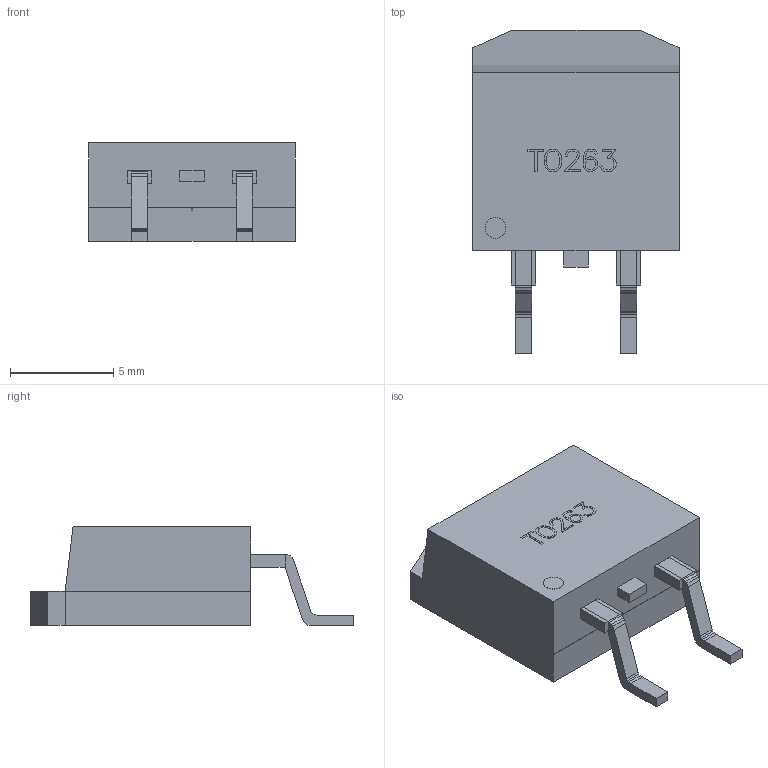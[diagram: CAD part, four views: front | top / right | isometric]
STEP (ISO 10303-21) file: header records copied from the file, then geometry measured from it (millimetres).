
FILE_DESCRIPTION (( 'STEP AP214' ), '1' );
FILE_NAME ('SW3dPS-TO263-3S.STEP', '2009-09-22T16:08:42', ( 'SysAdmin' ), ( 'SolidWorks' ), 'SwSTEP 2.0', 'SolidWorks 2009', '' );
FILE_SCHEMA (( 'AUTOMOTIVE_DESIGN' ));
Length unit declared in the file: millimetre
Products named in the file (39): SW3dPS-TO263-3S_Free-Models9; SW3dPS-TO263-3S_Extruded21; SW3dPS-TO263-3S_450154833; SW3dPS-TO263-3S_450156369; SW3dPS-TO263-3S_Board8; SW3dPS-TO263-3S_Board6; SW3dPS-TO263-3S_Cylinder1; SW3dPS-TO263-3S_449923505; SW3dPS-TO263-3S_Extruded16; SW3dPS-TO263-3S_Extruded15; SW3dPS-TO263-3S_453494353; SW3dPS-TO263-3S_Extruded17; SW3dPS-TO263-3S_453494225; SW3dPS-TO263-3S_Extruded20; SW3dPS-TO263-3S_Extruded14; SW3dPS-TO263-3S_450155985; SW3dPS-TO263-3S_450155473; SW3dPS-TO263-3S_Extruded12; SW3dPS-TO263-3S_450155217; SW3dPS-TO263-3S_450154961; SW3dPS-TO263-3S_Extruded19; SW3dPS-TO263-3S_450155089; SW3dPS-TO263-3S_Extruded11; SW3dPS-TO263-3S; SW3dPS-TO263-3S_PIN1; SW3dPS-TO263-3S_Free-Models5; SW3dPS-TO263-3S_Board9; SW3dPS-TO263-3S_Extruded13; SW3dPS-TO263-3S_453496145; SW3dPS-TO263-3S_Free-Models6; SW3dPS-TO263-3S_Free-Models7; SW3dPS-TO263-3S_BODY3; SW3dPS-TO263-3S_Board5; SW3dPS-TO263-3S_453496017; SW3dPS-TO263-3S_Free-Models8; SW3dPS-TO263-3S_BODY4; SW3dPS-TO263-3S_BODY5; SW3dPS-TO263-3S_Board7; SW3dPS-TO263-3S_Extruded18
Assembly tree (40 placements, depth 8):
  SW3dPS-TO263-3S
    SW3dPS-TO263-3S_Board9
    SW3dPS-TO263-3S_Free-Models5
      SW3dPS-TO263-3S_450155985  x2
        SW3dPS-TO263-3S_Extruded14
      SW3dPS-TO263-3S_450154961
        SW3dPS-TO263-3S_Extruded11
      SW3dPS-TO263-3S_449923505
        SW3dPS-TO263-3S_Cylinder1
      SW3dPS-TO263-3S_450155217
        SW3dPS-TO263-3S_Extruded12
      SW3dPS-TO263-3S_450154833
        SW3dPS-TO263-3S_Extruded21
      SW3dPS-TO263-3S_450156369
        SW3dPS-TO263-3S_Extruded16
      SW3dPS-TO263-3S_450155089
        SW3dPS-TO263-3S_Extruded19
      SW3dPS-TO263-3S_PIN1  x2
        SW3dPS-TO263-3S_Board5
        SW3dPS-TO263-3S_Free-Models6
          SW3dPS-TO263-3S_453496145
            SW3dPS-TO263-3S_Extruded13
      SW3dPS-TO263-3S_BODY3
        SW3dPS-TO263-3S_Free-Models7
          SW3dPS-TO263-3S_BODY4
            SW3dPS-TO263-3S_Free-Models8
              SW3dPS-TO263-3S_453496017
                SW3dPS-TO263-3S_Extruded18
            SW3dPS-TO263-3S_Board7
          SW3dPS-TO263-3S_BODY5
            SW3dPS-TO263-3S_Board6
            SW3dPS-TO263-3S_Free-Models9
              SW3dPS-TO263-3S_453494353
                SW3dPS-TO263-3S_Extruded15
              SW3dPS-TO263-3S_453494225
                SW3dPS-TO263-3S_Extruded17
        SW3dPS-TO263-3S_Board8
      SW3dPS-TO263-3S_450155473
        SW3dPS-TO263-3S_Extruded20
Bounding box: 10 x 15.67 x 4.8 mm (x, y, z)
Volume: 459.6 mm3; surface area: 700.1 mm2
Topology: 18 solids, 22 shells, 298 faces, 772 edges, 516 vertices
Faces by surface type: plane 296, cylinder 2
Entity records: 9229 total; most frequent: CARTESIAN_POINT 1471, ORIENTED_EDGE 1362, DIRECTION 1345, EDGE_CURVE 685, LINE 681, VECTOR 681, VERTEX_POINT 458, AXIS2_PLACEMENT_3D 332
